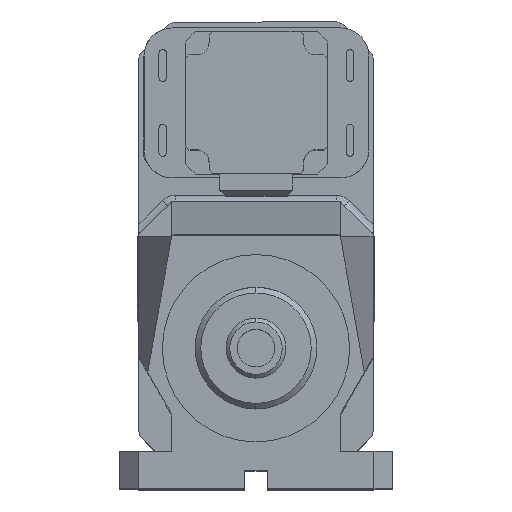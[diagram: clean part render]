
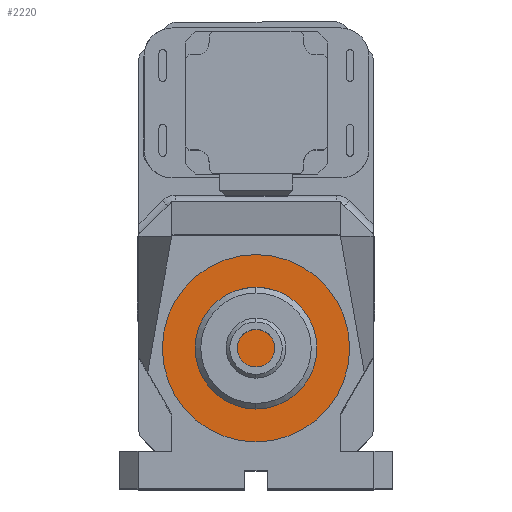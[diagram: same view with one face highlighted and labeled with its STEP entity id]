
A CAD part, top view. The second image highlights one B-rep face of the part: STEP entity #2220.
In plain terms, the highlighted planar face has unit normal (0, 0, 1).
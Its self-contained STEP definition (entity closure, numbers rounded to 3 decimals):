
#1672 = EDGE_CURVE ( 'NONE', #1673, #1674, #6150, .T. ) ;
#1673 = VERTEX_POINT ( 'NONE', #6142 ) ;
#1674 = VERTEX_POINT ( 'NONE', #6141 ) ;
#2125 = ORIENTED_EDGE ( 'NONE', *, *, #1672, .F. ) ;
#2149 = ORIENTED_EDGE ( 'NONE', *, *, #2217, .F. ) ;
#2169 = EDGE_LOOP ( 'NONE', ( #2125, #2149 ) ) ;
#2217 = EDGE_CURVE ( 'NONE', #1674, #1673, #7071, .T. ) ;
#2220 = ADVANCED_FACE ( 'NONE', ( #7060 ), #7059, .T. ) ;
#6141 = CARTESIAN_POINT ( 'NONE',  ( 50., 0., 442. ) ) ;
#6142 = CARTESIAN_POINT ( 'NONE',  ( -50., 0., 442. ) ) ;
#6143 = DIRECTION ( 'NONE',  ( -1., 0., 0. ) ) ;
#6144 = DIRECTION ( 'NONE',  ( 0., 0., -1. ) ) ;
#6145 = CARTESIAN_POINT ( 'NONE',  ( 0., 0., 442. ) ) ;
#6146 = AXIS2_PLACEMENT_3D ( 'NONE', #6145, #6144, #6143 ) ;
#6150 = CIRCLE ( 'NONE', #6146, 50. ) ;
#7055 = DIRECTION ( 'NONE',  ( 1., 0., 0. ) ) ;
#7056 = DIRECTION ( 'NONE',  ( 0., 0., 1. ) ) ;
#7057 = CARTESIAN_POINT ( 'NONE',  ( 0., 0., 442. ) ) ;
#7058 = AXIS2_PLACEMENT_3D ( 'NONE', #7057, #7056, #7055 ) ;
#7059 = PLANE ( 'NONE',  #7058 ) ;
#7060 = FACE_OUTER_BOUND ( 'NONE', #2169, .T. ) ;
#7067 = DIRECTION ( 'NONE',  ( -1., 0., 0. ) ) ;
#7068 = DIRECTION ( 'NONE',  ( 0., 0., -1. ) ) ;
#7069 = CARTESIAN_POINT ( 'NONE',  ( 0., 0., 442. ) ) ;
#7070 = AXIS2_PLACEMENT_3D ( 'NONE', #7069, #7068, #7067 ) ;
#7071 = CIRCLE ( 'NONE', #7070, 50. ) ;
